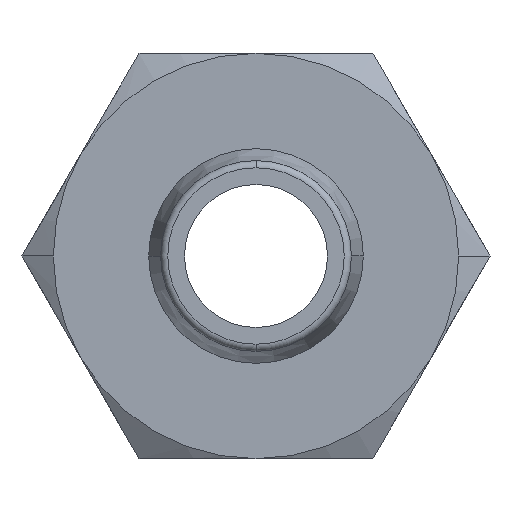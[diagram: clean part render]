
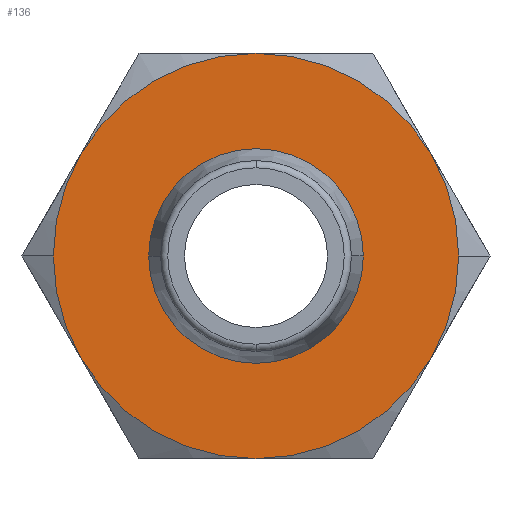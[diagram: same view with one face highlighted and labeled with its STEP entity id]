
A CAD part, front view. The second image highlights one B-rep face of the part: STEP entity #136.
In plain terms, the highlighted planar face has unit normal (0, -1, 0).
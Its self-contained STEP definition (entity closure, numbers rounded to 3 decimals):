
#136=ADVANCED_FACE('',(#275,#276),#277,.T.);
#275=FACE_OUTER_BOUND('',#412,.T.);
#276=FACE_BOUND('',#413,.T.);
#277=PLANE('',#414);
#412=EDGE_LOOP('',(#724,#725,#726,#727,#728,#729,#730,#731));
#413=EDGE_LOOP('',(#732,#733));
#414=AXIS2_PLACEMENT_3D('',#734,#735,#736);
#724=ORIENTED_EDGE('',*,*,#797,.T.);
#725=ORIENTED_EDGE('',*,*,#869,.T.);
#726=ORIENTED_EDGE('',*,*,#876,.T.);
#727=ORIENTED_EDGE('',*,*,#860,.T.);
#728=ORIENTED_EDGE('',*,*,#907,.T.);
#729=ORIENTED_EDGE('',*,*,#853,.T.);
#730=ORIENTED_EDGE('',*,*,#901,.T.);
#731=ORIENTED_EDGE('',*,*,#908,.T.);
#732=ORIENTED_EDGE('',*,*,#909,.F.);
#733=ORIENTED_EDGE('',*,*,#881,.F.);
#734=CARTESIAN_POINT('',(-4.25,14.0,0.0));
#735=DIRECTION('',(0.,-1.0,0.0));
#736=DIRECTION('',(-1.0,0.,0.0));
#797=EDGE_CURVE('',#941,#939,#942,.T.);
#853=EDGE_CURVE('',#1024,#1026,#1028,.T.);
#860=EDGE_CURVE('',#961,#1002,#1039,.T.);
#869=EDGE_CURVE('',#939,#953,#1048,.T.);
#876=EDGE_CURVE('',#953,#961,#1056,.T.);
#881=EDGE_CURVE('',#1060,#1062,#1063,.T.);
#901=EDGE_CURVE('',#1026,#1085,#1087,.T.);
#907=EDGE_CURVE('',#1002,#1024,#1093,.T.);
#908=EDGE_CURVE('',#1085,#941,#1094,.T.);
#909=EDGE_CURVE('',#1062,#1060,#1095,.T.);
#939=VERTEX_POINT('',#1127);
#941=VERTEX_POINT('',#1130);
#942=CIRCLE('',#1131,8.5);
#953=VERTEX_POINT('',#1167);
#961=VERTEX_POINT('',#1199);
#1002=VERTEX_POINT('',#1271);
#1024=VERTEX_POINT('',#1320);
#1026=VERTEX_POINT('',#1323);
#1028=CIRCLE('',#1336,8.5);
#1039=CIRCLE('',#1349,8.5);
#1048=CIRCLE('',#1362,8.5);
#1056=CIRCLE('',#1372,8.5);
#1060=VERTEX_POINT('',#1376);
#1062=VERTEX_POINT('',#1379);
#1063=CIRCLE('',#1380,4.5);
#1085=VERTEX_POINT('',#1417);
#1087=CIRCLE('',#1430,8.5);
#1093=CIRCLE('',#1436,8.5);
#1094=CIRCLE('',#1437,8.5);
#1095=CIRCLE('',#1438,4.5);
#1127=CARTESIAN_POINT('',(-8.5,14.0,0.));
#1130=CARTESIAN_POINT('',(-7.361,14.0,4.25));
#1131=AXIS2_PLACEMENT_3D('',#1481,#1482,#1483);
#1167=CARTESIAN_POINT('',(-7.361,14.0,-4.25));
#1199=CARTESIAN_POINT('',(0.,14.0,-8.5));
#1271=CARTESIAN_POINT('',(7.361,14.0,-4.25));
#1320=CARTESIAN_POINT('',(8.5,14.0,0.));
#1323=CARTESIAN_POINT('',(7.361,14.0,4.25));
#1336=AXIS2_PLACEMENT_3D('',#1546,#1547,#1548);
#1349=AXIS2_PLACEMENT_3D('',#1557,#1558,#1559);
#1362=AXIS2_PLACEMENT_3D('',#1567,#1568,#1569);
#1372=AXIS2_PLACEMENT_3D('',#1578,#1579,#1580);
#1376=CARTESIAN_POINT('',(4.5,14.0,0.));
#1379=CARTESIAN_POINT('',(-4.5,14.0,0.));
#1380=AXIS2_PLACEMENT_3D('',#1585,#1586,#1587);
#1417=CARTESIAN_POINT('',(0.,14.0,8.5));
#1430=AXIS2_PLACEMENT_3D('',#1607,#1608,#1609);
#1436=AXIS2_PLACEMENT_3D('',#1613,#1614,#1615);
#1437=AXIS2_PLACEMENT_3D('',#1616,#1617,#1618);
#1438=AXIS2_PLACEMENT_3D('',#1619,#1620,#1621);
#1481=CARTESIAN_POINT('',(0.,14.0,0.0));
#1482=DIRECTION('',(0.,-1.0,0.0));
#1483=DIRECTION('',(-1.0,0.,0.0));
#1546=CARTESIAN_POINT('',(0.,14.0,0.0));
#1547=DIRECTION('',(0.,-1.0,0.0));
#1548=DIRECTION('',(-1.0,0.,0.0));
#1557=CARTESIAN_POINT('',(0.,14.0,0.0));
#1558=DIRECTION('',(0.,-1.0,0.0));
#1559=DIRECTION('',(-1.0,0.,0.0));
#1567=CARTESIAN_POINT('',(0.,14.0,0.0));
#1568=DIRECTION('',(0.,-1.0,0.0));
#1569=DIRECTION('',(-1.0,0.,0.0));
#1578=CARTESIAN_POINT('',(0.,14.0,0.0));
#1579=DIRECTION('',(0.,-1.0,0.0));
#1580=DIRECTION('',(-1.0,0.,0.0));
#1585=CARTESIAN_POINT('',(0.0,14.0,0.0));
#1586=DIRECTION('',(0.,-1.0,0.0));
#1587=DIRECTION('',(1.0,0.,0.0));
#1607=CARTESIAN_POINT('',(0.,14.0,0.0));
#1608=DIRECTION('',(0.,-1.0,0.0));
#1609=DIRECTION('',(-1.0,0.,0.0));
#1613=CARTESIAN_POINT('',(0.,14.0,0.0));
#1614=DIRECTION('',(0.,-1.0,0.0));
#1615=DIRECTION('',(-1.0,0.,0.0));
#1616=CARTESIAN_POINT('',(0.,14.0,0.0));
#1617=DIRECTION('',(0.,-1.0,0.0));
#1618=DIRECTION('',(-1.0,0.,0.0));
#1619=CARTESIAN_POINT('',(0.0,14.0,0.0));
#1620=DIRECTION('',(0.,-1.0,0.0));
#1621=DIRECTION('',(1.0,0.,0.0));
